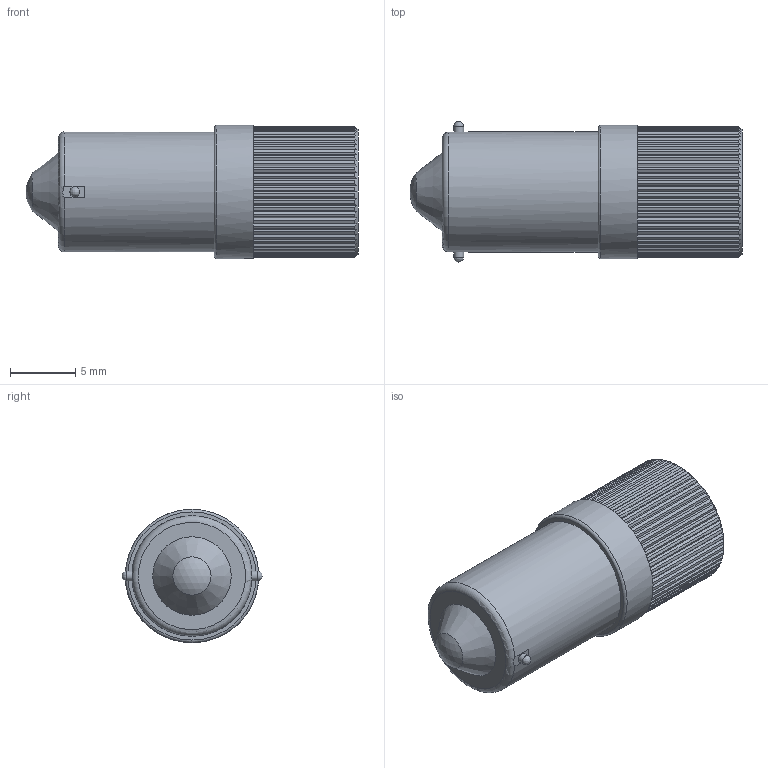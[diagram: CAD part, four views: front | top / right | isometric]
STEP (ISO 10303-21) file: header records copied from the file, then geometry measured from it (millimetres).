
FILE_DESCRIPTION((''),'2;1');
FILE_NAME('MCB9xxx.stp','2007-11-15T14:29:26',('Philipp'),(''),'Autodesk Inventor 2008','Autodesk Inventor 2008','');
FILE_SCHEMA(('AUTOMOTIVE_DESIGN { 1 0 10303 214 1 1 1 1 }'));
Length unit declared in the file: millimetre
Products named in the file (1): MCB9xxx
Bounding box: 25.39 x 10.76 x 10.2 mm (x, y, z)
Volume: 1687.7 mm3; surface area: 917.4 mm2
Topology: 1 solids, 1 shells, 199 faces, 583 edges, 387 vertices
Faces by surface type: plane 128, cylinder 63, cone 2, bspline 2, sphere 2, torus 2
Full cylindrical faces by diameter (mm): 0.75 x1, 9.2 x1, 10.2 x1
Entity records: 6616 total; most frequent: CARTESIAN_POINT 1489, ORIENTED_EDGE 1136, DIRECTION 982, EDGE_CURVE 568, VERTEX_POINT 384, AXIS2_PLACEMENT_3D 338, VECTOR 306, LINE 306
